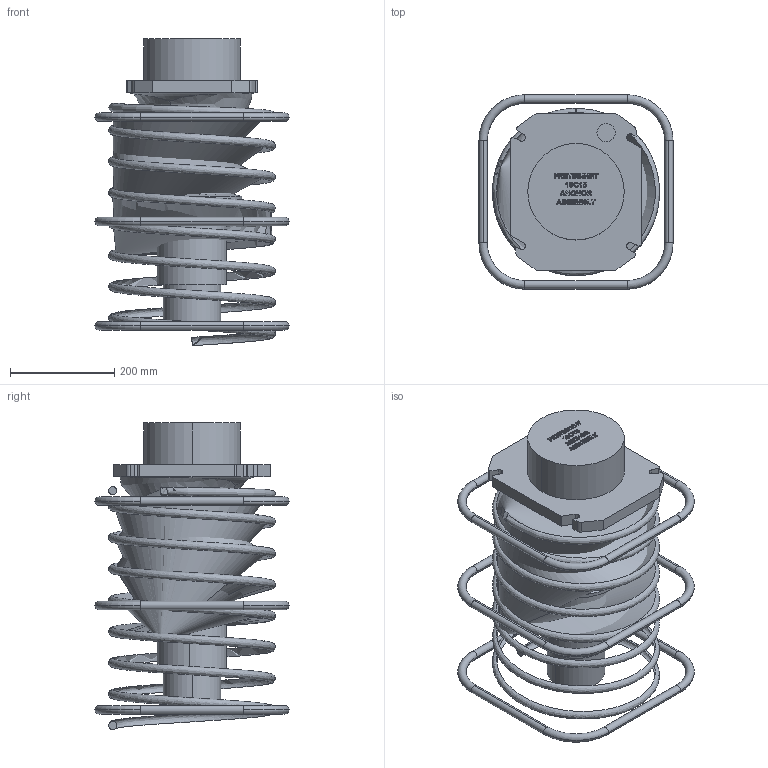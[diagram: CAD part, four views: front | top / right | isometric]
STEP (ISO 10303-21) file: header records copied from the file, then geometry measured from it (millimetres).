
FILE_DESCRIPTION (( 'STEP AP203' ), '1' );
FILE_NAME ('19c15 ANCHOR ASSEMBLY FOR CLIENTS.STEP', '2018-02-23T04:48:44', ( '' ), ( '' ), 'SwSTEP 2.0', 'SolidWorks 2016', '' );
FILE_SCHEMA (( 'CONFIG_CONTROL_DESIGN' ));
Length unit declared in the file: millimetre
Products named in the file (1): 19c15 ANCHOR ASSEMBLY FOR CLIENTS
Bounding box: 372 x 372 x 588.98 mm (x, y, z)
Volume: 12627476.2 mm3; surface area: 1043193.4 mm2
Topology: 5 solids, 6 shells, 782 faces, 2123 edges, 1398 vertices
Faces by surface type: bspline 455, plane 203, cylinder 52, torus 42, cone 30
Entity records: 70806 total; most frequent: CARTESIAN_POINT 54334, ORIENTED_EDGE 4246, EDGE_CURVE 2123, DIRECTION 1894, VERTEX_POINT 1398, B_SPLINE_CURVE_WITH_KNOTS 1086, VECTOR 836, LINE 836
